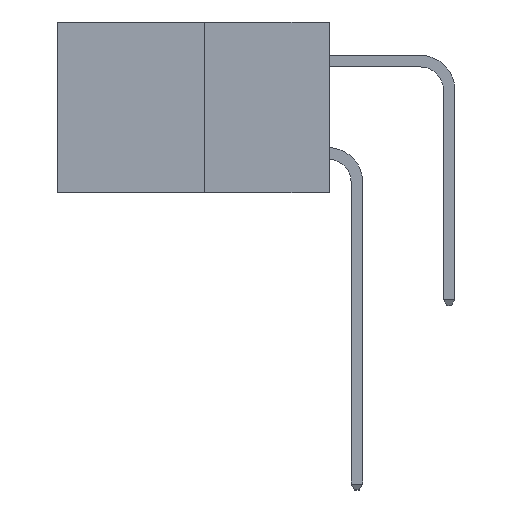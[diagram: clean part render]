
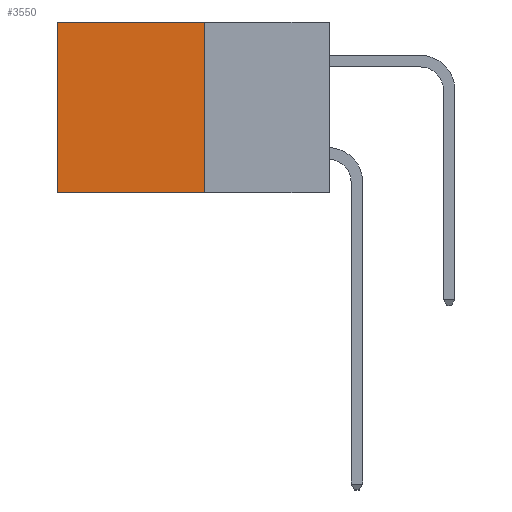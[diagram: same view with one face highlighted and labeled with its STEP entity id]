
A CAD part, left-side view. The second image highlights one B-rep face of the part: STEP entity #3550.
In plain terms, the highlighted planar face has unit normal (-1, 0, 0).
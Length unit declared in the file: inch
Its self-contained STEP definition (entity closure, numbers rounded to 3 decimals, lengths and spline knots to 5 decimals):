
#270 = ORIENTED_EDGE ( 'NONE', *, *, #4412, .F. ) ;
#1448 = VECTOR ( 'NONE', #15767, 39.37008 ) ;
#1637 = FACE_OUTER_BOUND ( 'NONE', #2509, .T. ) ;
#2509 = EDGE_LOOP ( 'NONE', ( #11728, #16402, #270, #7656 ) ) ;
#3026 = LINE ( 'NONE', #7515, #16600 ) ;
#3550 = ADVANCED_FACE ( 'NONE', ( #1637 ), #6955, .F. ) ;
#4412 = EDGE_CURVE ( 'NONE', #9507, #12270, #9518, .T. ) ;
#4492 = CARTESIAN_POINT ( 'NONE',  ( 0.277, 0.27, -0.37 ) ) ;
#4759 = AXIS2_PLACEMENT_3D ( 'NONE', #4492, #6950, #6906 ) ;
#5107 = EDGE_CURVE ( 'NONE', #17227, #8687, #14294, .T. ) ;
#5793 = CARTESIAN_POINT ( 'NONE',  ( 0.277, 0.27, -0.37 ) ) ;
#5794 = VECTOR ( 'NONE', #11677, 39.37008 ) ;
#6577 = CARTESIAN_POINT ( 'NONE',  ( 0.277, 0.59, -0.37 ) ) ;
#6906 = DIRECTION ( 'NONE',  ( 0., 0., -1. ) ) ;
#6950 = DIRECTION ( 'NONE',  ( 1., 0., 0. ) ) ;
#6955 = PLANE ( 'NONE',  #4759 ) ;
#7431 = CARTESIAN_POINT ( 'NONE',  ( 0.277, 0.27, 0. ) ) ;
#7515 = CARTESIAN_POINT ( 'NONE',  ( 0.277, 0.27, -0.37 ) ) ;
#7656 = ORIENTED_EDGE ( 'NONE', *, *, #9248, .T. ) ;
#8425 = CARTESIAN_POINT ( 'NONE',  ( 0.277, 0.59, -0.37 ) ) ;
#8687 = VERTEX_POINT ( 'NONE', #8425 ) ;
#9248 = EDGE_CURVE ( 'NONE', #9507, #17227, #15917, .T. ) ;
#9507 = VERTEX_POINT ( 'NONE', #12106 ) ;
#9518 = LINE ( 'NONE', #16962, #5794 ) ;
#11193 = DIRECTION ( 'NONE',  ( 0., 0., -1. ) ) ;
#11677 = DIRECTION ( 'NONE',  ( 0., 0., -1. ) ) ;
#11728 = ORIENTED_EDGE ( 'NONE', *, *, #5107, .T. ) ;
#12106 = CARTESIAN_POINT ( 'NONE',  ( 0.277, 0.27, 0. ) ) ;
#12270 = VERTEX_POINT ( 'NONE', #5793 ) ;
#14294 = LINE ( 'NONE', #6577, #17931 ) ;
#15767 = DIRECTION ( 'NONE',  ( 0., 1., 0. ) ) ;
#15856 = DIRECTION ( 'NONE',  ( 0., 1., 0. ) ) ;
#15917 = LINE ( 'NONE', #7431, #1448 ) ;
#16375 = EDGE_CURVE ( 'NONE', #12270, #8687, #3026, .T. ) ;
#16402 = ORIENTED_EDGE ( 'NONE', *, *, #16375, .F. ) ;
#16589 = CARTESIAN_POINT ( 'NONE',  ( 0.277, 0.59, 0. ) ) ;
#16600 = VECTOR ( 'NONE', #15856, 39.37008 ) ;
#16962 = CARTESIAN_POINT ( 'NONE',  ( 0.277, 0.27, -0.37 ) ) ;
#17227 = VERTEX_POINT ( 'NONE', #16589 ) ;
#17931 = VECTOR ( 'NONE', #11193, 39.37008 ) ;
